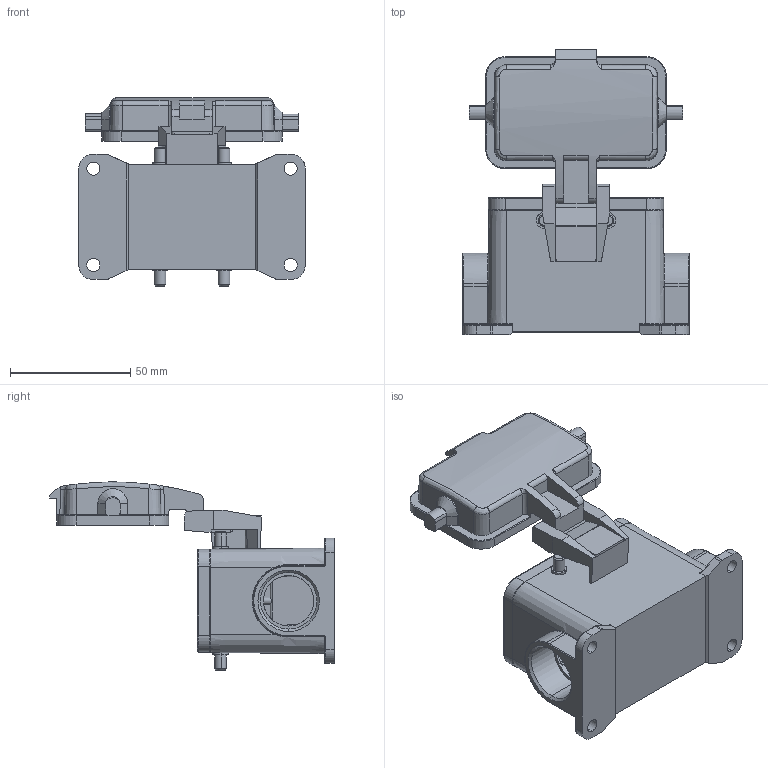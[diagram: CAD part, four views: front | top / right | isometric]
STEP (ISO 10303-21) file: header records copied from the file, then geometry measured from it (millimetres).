
FILE_DESCRIPTION (( 'STEP AP203' ), '1' );
FILE_NAME ('H10B-SF-4B-CV-M25.STP', '2017-07-20T11:26:44', ( '微软用户' ), ( '微软中国' ), 'SwSTEP 2.0', 'SolidWorks 2012', '' );
FILE_SCHEMA (( 'CONFIG_CONTROL_DESIGN' ));
Length unit declared in the file: millimetre
Products named in the file (1): H10B-SF-4B-CV-M25
Bounding box: 94 x 118.32 x 78.14 mm (x, y, z)
Volume: 93679 mm3; surface area: 55830.4 mm2
Topology: 1 solids, 1 shells, 646 faces, 1649 edges, 1017 vertices
Faces by surface type: plane 258, cylinder 254, bspline 84, cone 38, torus 12
Entity records: 23745 total; most frequent: CARTESIAN_POINT 8682, ORIENTED_EDGE 3278, DIRECTION 2972, EDGE_CURVE 1639, AXIS2_PLACEMENT_3D 1050, VERTEX_POINT 1017, VECTOR 872, LINE 872
